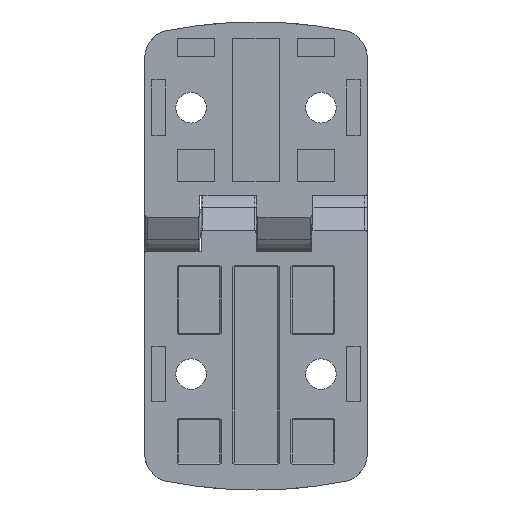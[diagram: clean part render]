
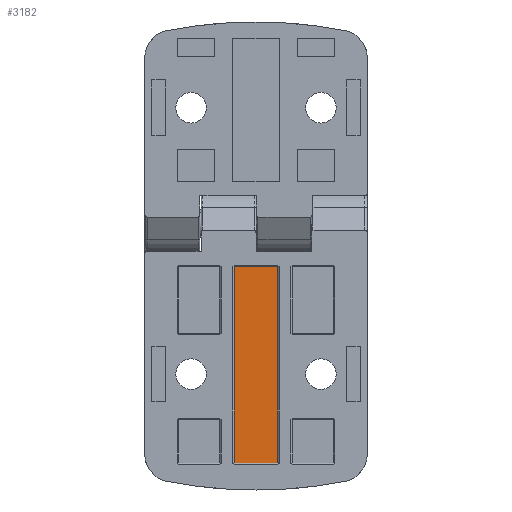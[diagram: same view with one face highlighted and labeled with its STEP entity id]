
A CAD part, front view. The second image highlights one B-rep face of the part: STEP entity #3182.
In plain terms, the highlighted planar face has unit normal (0, -1, 0).
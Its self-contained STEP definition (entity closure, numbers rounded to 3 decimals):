
#720 = ORIENTED_EDGE ( 'NONE', *, *, #10868, .T. ) ;
#1692 = VECTOR ( 'NONE', #15871, 1000. ) ;
#2394 = CARTESIAN_POINT ( 'NONE',  ( -4.7, 3., -9. ) ) ;
#2853 = LINE ( 'NONE', #11543, #9334 ) ;
#3042 = DIRECTION ( 'NONE',  ( 0., 0., -1. ) ) ;
#3057 = DIRECTION ( 'NONE',  ( 0., -1., 0. ) ) ;
#3072 = EDGE_LOOP ( 'NONE', ( #720, #6419, #13316, #3720 ) ) ;
#3086 = CARTESIAN_POINT ( 'NONE',  ( 5., 3., -9. ) ) ;
#3182 = ADVANCED_FACE ( 'NONE', ( #8727 ), #3269, .T. ) ;
#3269 = PLANE ( 'NONE',  #15293 ) ;
#3720 = ORIENTED_EDGE ( 'NONE', *, *, #5854, .T. ) ;
#4973 = CARTESIAN_POINT ( 'NONE',  ( 4.7, 3., -51.7 ) ) ;
#5211 = VECTOR ( 'NONE', #16012, 1000. ) ;
#5390 = VECTOR ( 'NONE', #15963, 1000. ) ;
#5825 = EDGE_CURVE ( 'NONE', #8315, #11551, #10392, .T. ) ;
#5828 = EDGE_CURVE ( 'NONE', #11551, #11946, #9647, .T. ) ;
#5854 = EDGE_CURVE ( 'NONE', #11946, #8581, #14038, .T. ) ;
#6419 = ORIENTED_EDGE ( 'NONE', *, *, #5825, .T. ) ;
#7762 = DIRECTION ( 'NONE',  ( 0., 0., 1. ) ) ;
#8315 = VERTEX_POINT ( 'NONE', #10774 ) ;
#8581 = VERTEX_POINT ( 'NONE', #4973 ) ;
#8727 = FACE_OUTER_BOUND ( 'NONE', #3072, .T. ) ;
#9334 = VECTOR ( 'NONE', #7762, 1000. ) ;
#9647 = LINE ( 'NONE', #2394, #5390 ) ;
#10392 = LINE ( 'NONE', #16104, #5211 ) ;
#10774 = CARTESIAN_POINT ( 'NONE',  ( 4.7, 3., -9.3 ) ) ;
#10868 = EDGE_CURVE ( 'NONE', #8581, #8315, #2853, .T. ) ;
#11543 = CARTESIAN_POINT ( 'NONE',  ( 4.7, 3., -9. ) ) ;
#11551 = VERTEX_POINT ( 'NONE', #15509 ) ;
#11946 = VERTEX_POINT ( 'NONE', #12565 ) ;
#12565 = CARTESIAN_POINT ( 'NONE',  ( -4.7, 3., -51.7 ) ) ;
#13316 = ORIENTED_EDGE ( 'NONE', *, *, #5828, .T. ) ;
#14038 = LINE ( 'NONE', #15765, #1692 ) ;
#15293 = AXIS2_PLACEMENT_3D ( 'NONE', #3086, #3057, #3042 ) ;
#15509 = CARTESIAN_POINT ( 'NONE',  ( -4.7, 3., -9.3 ) ) ;
#15765 = CARTESIAN_POINT ( 'NONE',  ( 5., 3., -51.7 ) ) ;
#15871 = DIRECTION ( 'NONE',  ( 1., 0., 0. ) ) ;
#15963 = DIRECTION ( 'NONE',  ( 0., 0., -1. ) ) ;
#16012 = DIRECTION ( 'NONE',  ( -1., 0., 0. ) ) ;
#16104 = CARTESIAN_POINT ( 'NONE',  ( 5., 3., -9.3 ) ) ;
